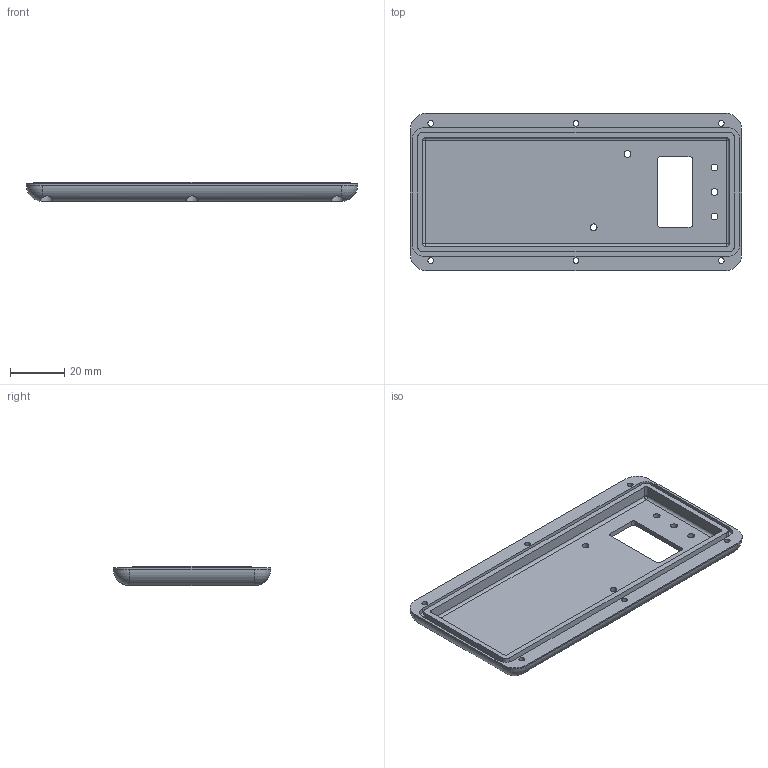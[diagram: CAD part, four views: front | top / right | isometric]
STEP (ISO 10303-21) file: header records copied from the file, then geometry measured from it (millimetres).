
FILE_DESCRIPTION(/* description */ ('STEP AP242','CAx-IF Rec.Pracs.---Representation and Presentation of Product Manufacturing Information (PMI)---4.0---2014-10-13','CAx-IF Rec.Pracs.---3D Tessellated Geometry---0.4---2014-09-14','2;1'),/* implementation_level */ '2;1');
FILE_NAME(/* name */ 'Part Studio 1 - Lid',/* time_stamp */ '2025-10-20T23:15:56Z',/* author */ (''),/* organization */ (''),/* preprocessor_version */ 'ST-DEVELOPER v20',/* originating_system */ 'ONSHAPE BY PTC INC, 1.205',/* authorisation */ ' ');
FILE_SCHEMA (('AP242_MANAGED_MODEL_BASED_3D_ENGINEERING_MIM_LF { 1 0 10303 442 1 1 4 }'));
Length unit declared in the file: metre
Products named in the file (1): Lid
Bounding box: 122 x 58 x 7 mm (x, y, z)
Volume: 20422.6 mm3; surface area: 18106.3 mm2
Topology: 1 solids, 1 shells, 88 faces, 238 edges, 147 vertices
Faces by surface type: cylinder 49, plane 31, sphere 8
Full cylindrical faces by diameter (mm): 2.1 x6, 2.5 x5, 4.6 x6
Entity records: 2674 total; most frequent: CARTESIAN_POINT 527, DIRECTION 460, ORIENTED_EDGE 404, EDGE_CURVE 202, AXIS2_PLACEMENT_3D 183, VERTEX_POINT 136, EDGE_LOOP 132, FACE_BOUND 132
